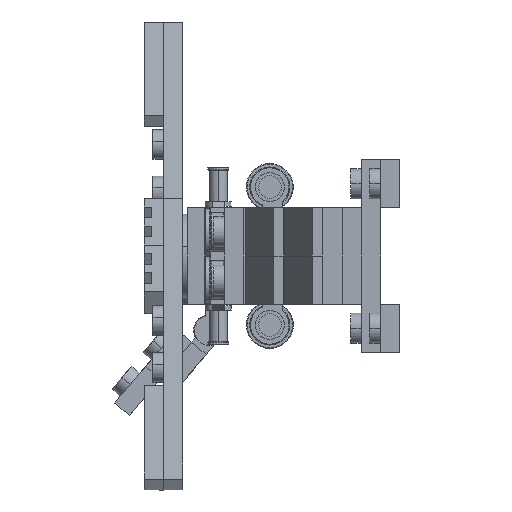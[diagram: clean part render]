
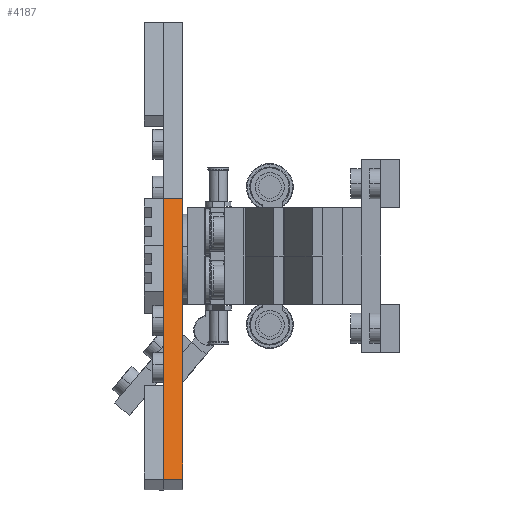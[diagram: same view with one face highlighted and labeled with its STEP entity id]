
A CAD part, left-side view. The second image highlights one B-rep face of the part: STEP entity #4187.
In plain terms, the highlighted face is planar.
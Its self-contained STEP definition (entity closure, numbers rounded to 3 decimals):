
#3113 = DIRECTION ( 'NONE',  ( 0., -1., 0. ) ) ;
#4187 = ADVANCED_FACE ( 'NONE', ( #28253 ), #10795, .F. ) ;
#5031 = ORIENTED_EDGE ( 'NONE', *, *, #19754, .T. ) ;
#7581 = ORIENTED_EDGE ( 'NONE', *, *, #11199, .T. ) ;
#8025 = ORIENTED_EDGE ( 'NONE', *, *, #11388, .F. ) ;
#8928 = LINE ( 'NONE', #28814, #25811 ) ;
#9099 = DIRECTION ( 'NONE',  ( 0., -1., 0. ) ) ;
#10002 = CARTESIAN_POINT ( 'NONE',  ( 0., 0., 0. ) ) ;
#10768 = LINE ( 'NONE', #19400, #12662 ) ;
#10795 = PLANE ( 'NONE',  #11431 ) ;
#11199 = EDGE_CURVE ( 'NONE', #19510, #30336, #8928, .T. ) ;
#11334 = CARTESIAN_POINT ( 'NONE',  ( 0., 3.2, 0. ) ) ;
#11388 = EDGE_CURVE ( 'NONE', #19510, #31260, #10768, .T. ) ;
#11431 = AXIS2_PLACEMENT_3D ( 'NONE', #11334, #19972, #14152 ) ;
#12071 = VECTOR ( 'NONE', #9099, 1000. ) ;
#12662 = VECTOR ( 'NONE', #31223, 1000. ) ;
#13578 = CARTESIAN_POINT ( 'NONE',  ( 48., 3.2, 0. ) ) ;
#14152 = DIRECTION ( 'NONE',  ( -1., 0., 0. ) ) ;
#15435 = CARTESIAN_POINT ( 'NONE',  ( 48., 3.2, 0. ) ) ;
#15946 = EDGE_CURVE ( 'NONE', #31260, #35872, #29735, .T. ) ;
#19400 = CARTESIAN_POINT ( 'NONE',  ( 0., 3.2, 0. ) ) ;
#19510 = VERTEX_POINT ( 'NONE', #23551 ) ;
#19754 = EDGE_CURVE ( 'NONE', #30336, #35872, #34235, .T. ) ;
#19972 = DIRECTION ( 'NONE',  ( 0., 0., -1. ) ) ;
#21606 = EDGE_LOOP ( 'NONE', ( #5031, #27883, #8025, #7581 ) ) ;
#23551 = CARTESIAN_POINT ( 'NONE',  ( 0., 3.2, 0. ) ) ;
#25222 = DIRECTION ( 'NONE',  ( 1., 0., 0. ) ) ;
#25811 = VECTOR ( 'NONE', #3113, 1000. ) ;
#27883 = ORIENTED_EDGE ( 'NONE', *, *, #15946, .F. ) ;
#28253 = FACE_OUTER_BOUND ( 'NONE', #21606, .T. ) ;
#28814 = CARTESIAN_POINT ( 'NONE',  ( 0., 3.2, 0. ) ) ;
#29735 = LINE ( 'NONE', #15435, #12071 ) ;
#29809 = VECTOR ( 'NONE', #25222, 1000. ) ;
#30336 = VERTEX_POINT ( 'NONE', #10002 ) ;
#31223 = DIRECTION ( 'NONE',  ( 1., 0., 0. ) ) ;
#31260 = VERTEX_POINT ( 'NONE', #13578 ) ;
#32592 = CARTESIAN_POINT ( 'NONE',  ( 48., 0., 0. ) ) ;
#34034 = CARTESIAN_POINT ( 'NONE',  ( 0., 0., 0. ) ) ;
#34235 = LINE ( 'NONE', #34034, #29809 ) ;
#35872 = VERTEX_POINT ( 'NONE', #32592 ) ;
